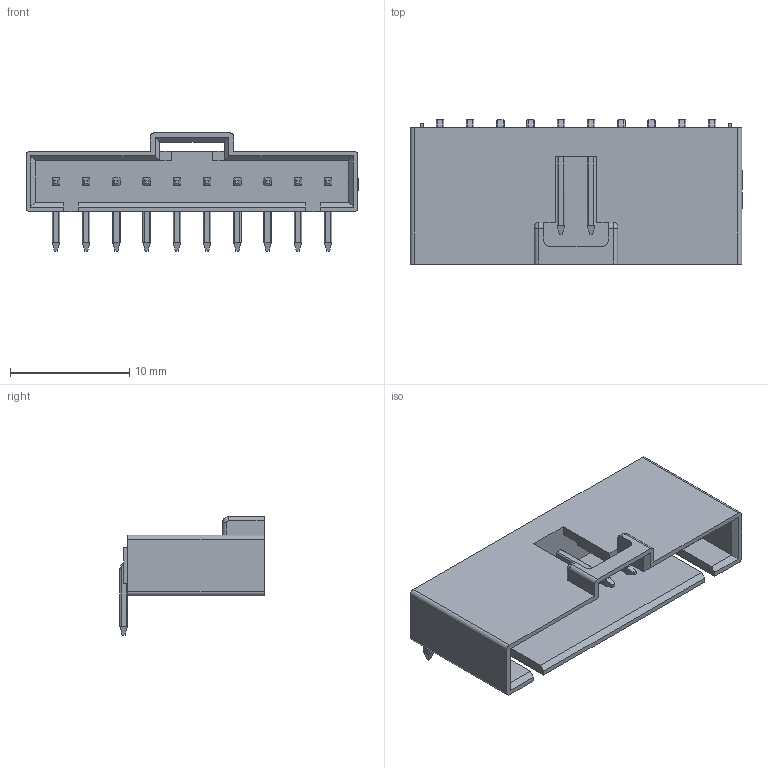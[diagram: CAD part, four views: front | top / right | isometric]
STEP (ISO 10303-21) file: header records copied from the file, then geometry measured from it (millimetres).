
FILE_DESCRIPTION (( 'STEP AP214' ), '1' );
FILE_NAME ('錨璃2.STEP', '2025-01-02T02:09:10', ( '' ), ( '' ), 'SwSTEP 2.0', 'SolidWorks 2021', '' );
FILE_SCHEMA (( 'AUTOMOTIVE_DESIGN' ));
Length unit declared in the file: millimetre
Products named in the file (1): 錨璃2
Bounding box: 27.88 x 12.12 x 9.95 mm (x, y, z)
Volume: 809.3 mm3; surface area: 1813.9 mm2
Topology: 1 solids, 1 shells, 610 faces, 1653 edges, 1084 vertices
Faces by surface type: plane 358, cylinder 112, bspline 98, torus 42
Entity records: 26291 total; most frequent: CARTESIAN_POINT 5134, ORIENTED_EDGE 3306, DIRECTION 2545, EDGE_CURVE 1653, VERTEX_POINT 1084, VECTOR 1067, LINE 1067, AXIS2_PLACEMENT_3D 739
